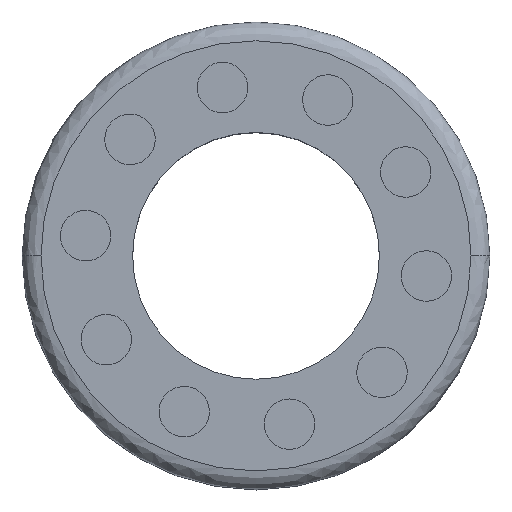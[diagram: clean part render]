
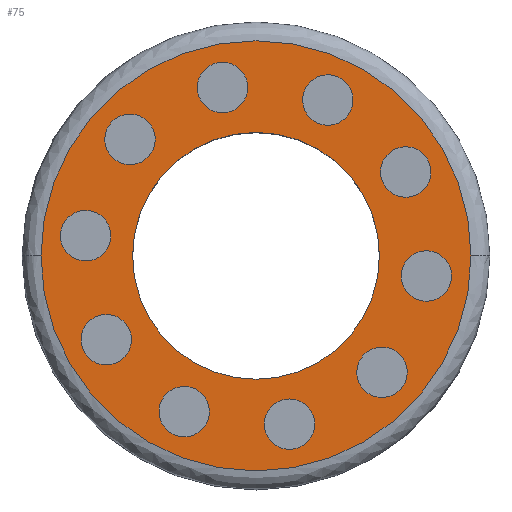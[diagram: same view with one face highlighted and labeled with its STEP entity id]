
A CAD part, top view. The second image highlights one B-rep face of the part: STEP entity #75.
In plain terms, the highlighted planar face has unit normal (0, 0, 1).
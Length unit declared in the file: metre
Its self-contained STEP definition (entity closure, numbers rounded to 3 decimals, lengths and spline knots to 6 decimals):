
#20=FACE_BOUND('',#115,.T.);
#21=FACE_BOUND('',#116,.T.);
#22=FACE_BOUND('',#117,.T.);
#23=FACE_BOUND('',#118,.T.);
#24=FACE_BOUND('',#119,.T.);
#25=FACE_BOUND('',#120,.T.);
#26=FACE_BOUND('',#121,.T.);
#27=FACE_BOUND('',#122,.T.);
#28=FACE_BOUND('',#123,.T.);
#29=FACE_BOUND('',#124,.T.);
#30=FACE_BOUND('',#125,.T.);
#34=PLANE('',#555);
#75=ADVANCED_FACE('',(#93,#20,#21,#22,#23,#24,#25,#26,#27,#28,#29,#30),
#34,.T.);
#93=FACE_OUTER_BOUND('',#114,.T.);
#114=EDGE_LOOP('',(#190));
#115=EDGE_LOOP('',(#191));
#116=EDGE_LOOP('',(#192));
#117=EDGE_LOOP('',(#193));
#118=EDGE_LOOP('',(#194));
#119=EDGE_LOOP('',(#195));
#120=EDGE_LOOP('',(#196));
#121=EDGE_LOOP('',(#197));
#122=EDGE_LOOP('',(#198));
#123=EDGE_LOOP('',(#199));
#124=EDGE_LOOP('',(#200));
#125=EDGE_LOOP('',(#201));
#190=ORIENTED_EDGE('',*,*,#253,.T.);
#191=ORIENTED_EDGE('',*,*,#263,.T.);
#192=ORIENTED_EDGE('',*,*,#262,.T.);
#193=ORIENTED_EDGE('',*,*,#261,.T.);
#194=ORIENTED_EDGE('',*,*,#260,.T.);
#195=ORIENTED_EDGE('',*,*,#259,.T.);
#196=ORIENTED_EDGE('',*,*,#258,.T.);
#197=ORIENTED_EDGE('',*,*,#257,.T.);
#198=ORIENTED_EDGE('',*,*,#256,.T.);
#199=ORIENTED_EDGE('',*,*,#252,.F.);
#200=ORIENTED_EDGE('',*,*,#255,.T.);
#201=ORIENTED_EDGE('',*,*,#254,.T.);
#252=EDGE_CURVE('',#398,#398,#350,.T.);
#253=EDGE_CURVE('',#409,#409,#351,.T.);
#254=EDGE_CURVE('',#399,#399,#352,.T.);
#255=EDGE_CURVE('',#408,#408,#353,.T.);
#256=EDGE_CURVE('',#407,#407,#354,.T.);
#257=EDGE_CURVE('',#406,#406,#355,.T.);
#258=EDGE_CURVE('',#405,#405,#356,.T.);
#259=EDGE_CURVE('',#404,#404,#357,.T.);
#260=EDGE_CURVE('',#403,#403,#358,.T.);
#261=EDGE_CURVE('',#402,#402,#359,.T.);
#262=EDGE_CURVE('',#401,#401,#360,.T.);
#263=EDGE_CURVE('',#400,#400,#361,.T.);
#350=CIRCLE('',#556,0.006807);
#351=CIRCLE('',#557,0.058046);
#352=CIRCLE('',#558,0.006807);
#353=CIRCLE('',#559,0.033316);
#354=CIRCLE('',#560,0.006807);
#355=CIRCLE('',#561,0.006807);
#356=CIRCLE('',#562,0.006807);
#357=CIRCLE('',#563,0.006807);
#358=CIRCLE('',#564,0.006807);
#359=CIRCLE('',#565,0.006807);
#360=CIRCLE('',#566,0.006807);
#361=CIRCLE('',#567,0.006807);
#398=VERTEX_POINT('',#1086);
#399=VERTEX_POINT('',#1087);
#400=VERTEX_POINT('',#1088);
#401=VERTEX_POINT('',#1089);
#402=VERTEX_POINT('',#1090);
#403=VERTEX_POINT('',#1091);
#404=VERTEX_POINT('',#1092);
#405=VERTEX_POINT('',#1093);
#406=VERTEX_POINT('',#1094);
#407=VERTEX_POINT('',#1095);
#408=VERTEX_POINT('',#1096);
#409=VERTEX_POINT('',#1097);
#555=AXIS2_PLACEMENT_3D('',#1085,#660,$);
#556=AXIS2_PLACEMENT_3D($,#1098,#661,#662);
#557=AXIS2_PLACEMENT_3D($,#1099,#663,#664);
#558=AXIS2_PLACEMENT_3D($,#1100,#665,#666);
#559=AXIS2_PLACEMENT_3D($,#1101,#667,#668);
#560=AXIS2_PLACEMENT_3D($,#1102,#669,#670);
#561=AXIS2_PLACEMENT_3D($,#1103,#671,#672);
#562=AXIS2_PLACEMENT_3D($,#1104,#673,#674);
#563=AXIS2_PLACEMENT_3D($,#1105,#675,#676);
#564=AXIS2_PLACEMENT_3D($,#1106,#677,#678);
#565=AXIS2_PLACEMENT_3D($,#1107,#679,#680);
#566=AXIS2_PLACEMENT_3D($,#1108,#681,#682);
#567=AXIS2_PLACEMENT_3D($,#1109,#683,#684);
#660=DIRECTION('',(0.,0.,1.));
#661=DIRECTION('',(0.,0.,1.));
#662=DIRECTION('',(1.,0.,0.));
#663=DIRECTION('',(0.,0.,1.));
#664=DIRECTION('',(1.,0.,0.));
#665=DIRECTION('',(0.,0.,-1.));
#666=DIRECTION('',(0.809,-0.588,0.));
#667=DIRECTION('',(0.,0.,-1.));
#668=DIRECTION('',(1.,0.,0.));
#669=DIRECTION('',(0.,0.,-1.));
#670=DIRECTION('',(0.809,0.588,0.));
#671=DIRECTION('',(0.,0.,-1.));
#672=DIRECTION('',(0.309,0.951,0.));
#673=DIRECTION('',(0.,0.,-1.));
#674=DIRECTION('',(-0.309,0.951,0.));
#675=DIRECTION('',(0.,0.,-1.));
#676=DIRECTION('',(-0.809,0.588,0.));
#677=DIRECTION('',(0.,0.,-1.));
#678=DIRECTION('',(-1.,0.,0.));
#679=DIRECTION('',(0.,0.,-1.));
#680=DIRECTION('',(-0.809,-0.588,0.));
#681=DIRECTION('',(0.,0.,-1.));
#682=DIRECTION('',(-0.309,-0.951,0.));
#683=DIRECTION('',(0.,0.,-1.));
#684=DIRECTION('',(0.309,-0.951,0.));
#1085=CARTESIAN_POINT('',(-0.669172,-0.669265,0.0508));
#1086=CARTESIAN_POINT('',(-0.001732,0.045827,0.0508));
#1087=CARTESIAN_POINT('',(0.025393,0.038461,0.0508));
#1088=CARTESIAN_POINT('',(0.043008,0.016557,0.0508));
#1089=CARTESIAN_POINT('',(0.044385,-0.011517,0.0508));
#1090=CARTESIAN_POINT('',(0.028997,-0.035038,0.0508));
#1091=CARTESIAN_POINT('',(0.002722,-0.045022,0.0508));
#1092=CARTESIAN_POINT('',(-0.024403,-0.037656,0.0508));
#1093=CARTESIAN_POINT('',(-0.042018,-0.015753,0.0508));
#1094=CARTESIAN_POINT('',(-0.043394,0.012321,0.0508));
#1095=CARTESIAN_POINT('',(-0.028006,0.035843,0.0508));
#1096=CARTESIAN_POINT('',(0.033812,0.000402,0.0508));
#1097=CARTESIAN_POINT('',(0.058541,0.000402,0.0508));
#1098=CARTESIAN_POINT('',(-0.008539,0.045827,0.0508));
#1099=CARTESIAN_POINT('',(0.000495,0.000402,0.0508));
#1100=CARTESIAN_POINT('',(0.019886,0.042462,0.0508));
#1101=CARTESIAN_POINT('',(0.000495,0.000402,0.0508));
#1102=CARTESIAN_POINT('',(-0.033514,0.031841,0.0508));
#1103=CARTESIAN_POINT('',(-0.045498,0.005847,0.0508));
#1104=CARTESIAN_POINT('',(-0.039914,-0.022227,0.0508));
#1105=CARTESIAN_POINT('',(-0.018896,-0.041657,0.0508));
#1106=CARTESIAN_POINT('',(0.00953,-0.045022,0.0508));
#1107=CARTESIAN_POINT('',(0.034504,-0.031037,0.0508));
#1108=CARTESIAN_POINT('',(0.046488,-0.005042,0.0508));
#1109=CARTESIAN_POINT('',(0.040905,0.023031,0.0508));
